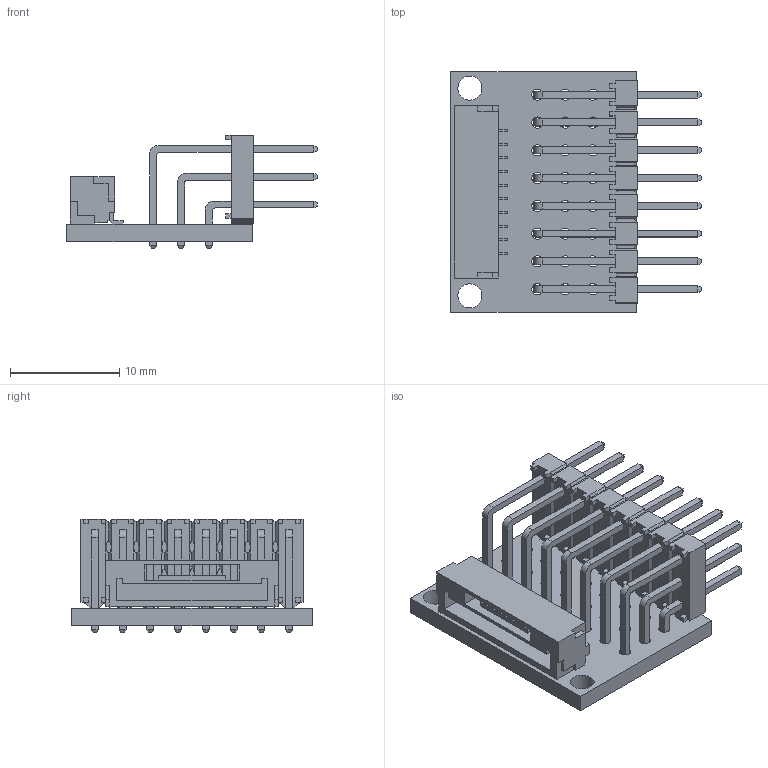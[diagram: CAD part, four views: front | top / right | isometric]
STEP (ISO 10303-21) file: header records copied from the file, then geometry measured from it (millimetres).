
FILE_DESCRIPTION(('Open CASCADE Model'),'2;1');
FILE_NAME('Open CASCADE Shape Model','2023-04-01T23:21:29',('Author'),( 'Open CASCADE'),'Open CASCADE STEP processor 7.5','Open CASCADE 7.5' ,'Unknown');
FILE_SCHEMA(('AUTOMOTIVE_DESIGN { 1 0 10303 214 1 1 1 1 }'));
Length unit declared in the file: millimetre
Products named in the file (9): PCB; BoardServo_Adapter; Open CASCADE STEP translator 7.5 1.1.1; J2Servo_Adapter; TSW-108-08-T-T-RA_RGB8421504; _TSW-108-08-T-T-RA_body; _T-1S6-08-TSW-1-08-8-RA-T; J1Servo_Adapter; SM10B-GHS-TB
Assembly tree (8 placements, depth 4):
  PCB
    BoardServo_Adapter
      Open CASCADE STEP translator 7.5 1.1.1
    J2Servo_Adapter
      TSW-108-08-T-T-RA_RGB8421504
        _TSW-108-08-T-T-RA_body
        _T-1S6-08-TSW-1-08-8-RA-T
    J1Servo_Adapter
      SM10B-GHS-TB
Bounding box: 22.9 x 22 x 10.41 mm (x, y, z)
Volume: 1197.6 mm3; surface area: 3423.2 mm2
Topology: 4 solids, 4 shells, 1200 faces, 3168 edges, 1998 vertices
Faces by surface type: plane 1126, cylinder 74
Full cylindrical faces by diameter (mm): 1.016 x24, 2.2 x2
Entity records: 36822 total; most frequent: CARTESIAN_POINT 6375, ORIENTED_EDGE 6336, DIRECTION 5734, EDGE_CURVE 3168, LINE 3020, VECTOR 3020, VERTEX_POINT 1998, AXIS2_PLACEMENT_3D 1357
